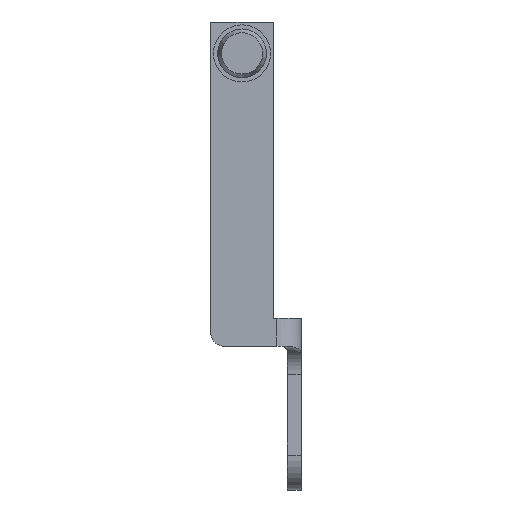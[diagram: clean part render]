
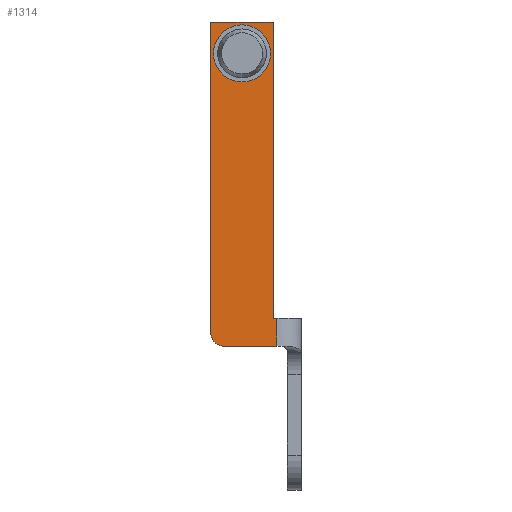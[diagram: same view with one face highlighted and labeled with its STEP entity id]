
A CAD part, left-side view. The second image highlights one B-rep face of the part: STEP entity #1314.
In plain terms, the highlighted planar face has unit normal (-1, 0, 0).
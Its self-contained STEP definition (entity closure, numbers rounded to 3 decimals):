
#1314=ADVANCED_FACE('',(#1764,#1765),#1494,.T.);
#1494=PLANE('',#4576);
#1656=CIRCLE('',#4574,2.);
#1657=CIRCLE('',#4575,4.1);
#1764=FACE_BOUND('',#1918,.T.);
#1765=FACE_BOUND('',#1919,.T.);
#1918=EDGE_LOOP('',(#2274,#2275,#2276,#2277,#2278,#2279,#2280));
#1919=EDGE_LOOP('',(#2281));
#2274=ORIENTED_EDGE('',*,*,#3414,.T.);
#2275=ORIENTED_EDGE('',*,*,#3415,.T.);
#2276=ORIENTED_EDGE('',*,*,#3416,.T.);
#2277=ORIENTED_EDGE('',*,*,#3417,.T.);
#2278=ORIENTED_EDGE('',*,*,#3418,.F.);
#2279=ORIENTED_EDGE('',*,*,#3419,.T.);
#2280=ORIENTED_EDGE('',*,*,#3420,.F.);
#2281=ORIENTED_EDGE('',*,*,#3421,.F.);
#3114=VERTEX_POINT('',#5990);
#3115=VERTEX_POINT('',#5991);
#3116=VERTEX_POINT('',#5993);
#3117=VERTEX_POINT('',#5995);
#3118=VERTEX_POINT('',#5997);
#3119=VERTEX_POINT('',#5999);
#3120=VERTEX_POINT('',#6001);
#3121=VERTEX_POINT('',#6004);
#3414=EDGE_CURVE('',#3114,#3115,#3795,.T.);
#3415=EDGE_CURVE('',#3115,#3116,#3796,.T.);
#3416=EDGE_CURVE('',#3116,#3117,#3797,.T.);
#3417=EDGE_CURVE('',#3117,#3118,#1656,.T.);
#3418=EDGE_CURVE('',#3119,#3118,#3798,.T.);
#3419=EDGE_CURVE('',#3119,#3120,#3799,.T.);
#3420=EDGE_CURVE('',#3114,#3120,#3800,.T.);
#3421=EDGE_CURVE('',#3121,#3121,#1657,.T.);
#3795=LINE('',#5989,#4099);
#3796=LINE('',#5992,#4100);
#3797=LINE('',#5994,#4101);
#3798=LINE('',#5998,#4102);
#3799=LINE('',#6000,#4103);
#3800=LINE('',#6002,#4104);
#4099=VECTOR('',#4961,1.);
#4100=VECTOR('',#4962,1.);
#4101=VECTOR('',#4963,1.);
#4102=VECTOR('',#4966,1.);
#4103=VECTOR('',#4967,1.);
#4104=VECTOR('',#4968,1.);
#4574=AXIS2_PLACEMENT_3D('',#5996,#4964,#4965);
#4575=AXIS2_PLACEMENT_3D('',#6003,#4969,#4970);
#4576=AXIS2_PLACEMENT_3D('',#6005,#4971,#4972);
#4961=DIRECTION('',(0.,0.,1.));
#4962=DIRECTION('',(0.,1.,0.));
#4963=DIRECTION('',(0.,0.,-1.));
#4964=DIRECTION('',(-1.,0.,0.));
#4965=DIRECTION('',(0.,1.,0.));
#4966=DIRECTION('',(0.,1.,0.));
#4967=DIRECTION('',(0.,0.,1.));
#4968=DIRECTION('',(0.,-1.,0.));
#4969=DIRECTION('',(-1.,0.,0.));
#4970=DIRECTION('',(0.,0.,1.));
#4971=DIRECTION('',(-1.,0.,0.));
#4972=DIRECTION('',(0.,0.,1.));
#5989=CARTESIAN_POINT('',(-48.5,-4.5,-38.));
#5990=CARTESIAN_POINT('',(-48.5,-4.5,-38.));
#5991=CARTESIAN_POINT('',(-48.5,-4.5,4.5));
#5992=CARTESIAN_POINT('',(-48.5,-4.5,4.5));
#5993=CARTESIAN_POINT('',(-48.5,4.5,4.5));
#5994=CARTESIAN_POINT('',(-48.5,4.5,4.5));
#5995=CARTESIAN_POINT('',(-48.5,4.5,-40.));
#5996=CARTESIAN_POINT('',(-48.5,2.5,-40.));
#5997=CARTESIAN_POINT('',(-48.5,2.5,-42.));
#5998=CARTESIAN_POINT('',(-48.5,-5.,-42.));
#5999=CARTESIAN_POINT('',(-48.5,-5.,-42.));
#6000=CARTESIAN_POINT('',(-48.5,-5.,-42.));
#6001=CARTESIAN_POINT('',(-48.5,-5.,-38.));
#6002=CARTESIAN_POINT('',(-48.5,-4.5,-38.));
#6003=CARTESIAN_POINT('',(-48.5,0.,0.));
#6004=CARTESIAN_POINT('',(-48.5,0.,4.1));
#6005=CARTESIAN_POINT('',(-48.5,-5.1,-43.262));
